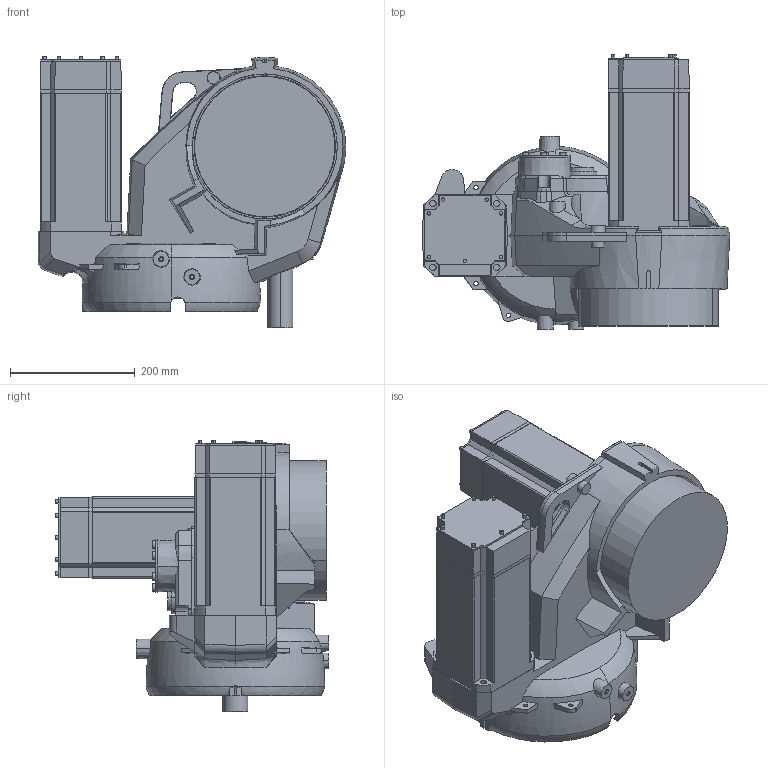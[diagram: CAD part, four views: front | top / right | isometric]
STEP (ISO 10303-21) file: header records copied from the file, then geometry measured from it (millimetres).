
FILE_DESCRIPTION (( 'STEP AP203' ), '1' );
FILE_NAME ('Link1_Default_sldprt.STEP', '2020-04-16T14:26:37', ( '' ), ( '' ), 'SwSTEP 2.0', 'SolidWorks 2018', '' );
FILE_SCHEMA (( 'CONFIG_CONTROL_DESIGN' ));
Length unit declared in the file: millimetre
Products named in the file (1): Link1_Default_sldprt
Bounding box: 493.5 x 439.4 x 436 mm (x, y, z)
Volume: 25308250.9 mm3; surface area: 1346110 mm2
Topology: 12 solids, 13 shells, 757 faces, 1970 edges, 1268 vertices
Faces by surface type: plane 331, cylinder 195, cone 163, bspline 46, torus 20, sphere 2
Entity records: 26138 total; most frequent: CARTESIAN_POINT 7963, ORIENTED_EDGE 3916, DIRECTION 3600, EDGE_CURVE 1958, AXIS2_PLACEMENT_3D 1333, VERTEX_POINT 1268, LINE 934, VECTOR 934
